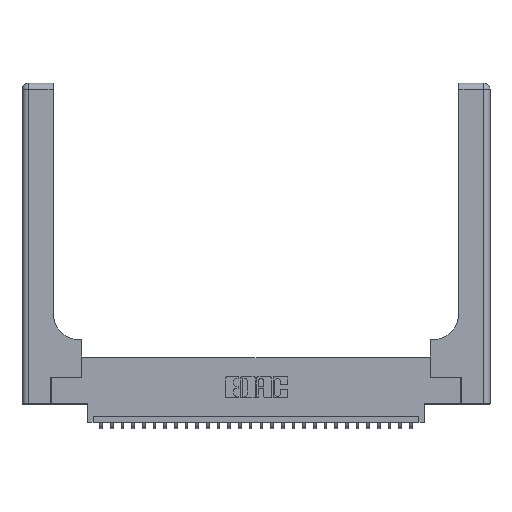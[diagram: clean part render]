
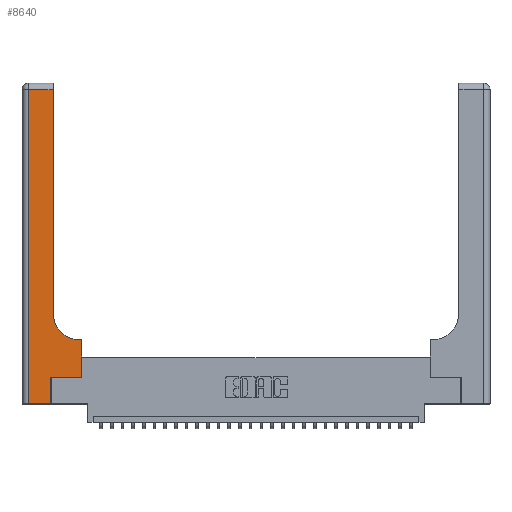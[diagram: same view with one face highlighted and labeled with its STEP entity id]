
A CAD part, top view. The second image highlights one B-rep face of the part: STEP entity #8640.
In plain terms, the highlighted planar face has unit normal (0, 0, 1).
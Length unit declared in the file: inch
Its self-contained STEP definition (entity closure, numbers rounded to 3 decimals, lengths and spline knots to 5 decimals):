
#797 = DIRECTION ( 'NONE',  ( -1., 0., 0. ) ) ;
#1576 = VECTOR ( 'NONE', #4849, 39.37008 ) ;
#1698 = CARTESIAN_POINT ( 'NONE',  ( 0.269, 0.25, 0.37 ) ) ;
#1705 = CARTESIAN_POINT ( 'NONE',  ( 0.2915, 0.6, 0.37 ) ) ;
#2119 = PLANE ( 'NONE',  #19414 ) ;
#3371 = DIRECTION ( 'NONE',  ( 0., -1., 0. ) ) ;
#3821 = VECTOR ( 'NONE', #23424, 39.37008 ) ;
#4060 = VERTEX_POINT ( 'NONE', #4975 ) ;
#4849 = DIRECTION ( 'NONE',  ( 0., 1., 0. ) ) ;
#4975 = CARTESIAN_POINT ( 'NONE',  ( 0.2915, 2.94, 0.37 ) ) ;
#5030 = ORIENTED_EDGE ( 'NONE', *, *, #24868, .T. ) ;
#5306 = ORIENTED_EDGE ( 'NONE', *, *, #22982, .T. ) ;
#6231 = ORIENTED_EDGE ( 'NONE', *, *, #9584, .T. ) ;
#6626 = VECTOR ( 'NONE', #13107, 39.37008 ) ;
#7729 = LINE ( 'NONE', #24536, #24907 ) ;
#7913 = VERTEX_POINT ( 'NONE', #21601 ) ;
#8312 = EDGE_CURVE ( 'NONE', #28226, #29474, #28031, .T. ) ;
#8640 = ADVANCED_FACE ( 'NONE', ( #19495 ), #2119, .F. ) ;
#9058 = EDGE_LOOP ( 'NONE', ( #24866, #21814, #5306, #15266, #19623, #5030, #28455, #6231, #17689 ) ) ;
#9160 = CARTESIAN_POINT ( 'NONE',  ( 0.5415, 0.6, 0.37 ) ) ;
#9175 = EDGE_CURVE ( 'NONE', #29474, #4060, #19845, .T. ) ;
#9495 = CARTESIAN_POINT ( 'NONE',  ( 0.5585, 0.25, 0.37 ) ) ;
#9584 = EDGE_CURVE ( 'NONE', #19709, #28226, #25459, .T. ) ;
#9601 = AXIS2_PLACEMENT_3D ( 'NONE', #26218, #12552, #24224 ) ;
#12552 = DIRECTION ( 'NONE',  ( 0., 0., -1. ) ) ;
#13107 = DIRECTION ( 'NONE',  ( 1., 0., 0. ) ) ;
#13155 = EDGE_CURVE ( 'NONE', #21594, #7913, #7729, .T. ) ;
#13264 = VECTOR ( 'NONE', #3371, 39.37008 ) ;
#13478 = CARTESIAN_POINT ( 'NONE',  ( 0.06, 2.94, 0.37 ) ) ;
#13998 = CARTESIAN_POINT ( 'NONE',  ( 0.2915, 3., 0.37 ) ) ;
#14051 = CARTESIAN_POINT ( 'NONE',  ( 0.06, 0., 0.37 ) ) ;
#14271 = VERTEX_POINT ( 'NONE', #14051 ) ;
#15137 = EDGE_CURVE ( 'NONE', #21159, #19709, #19958, .T. ) ;
#15266 = ORIENTED_EDGE ( 'NONE', *, *, #17179, .T. ) ;
#15467 = CARTESIAN_POINT ( 'NONE',  ( 0., 0., 0.37 ) ) ;
#16304 = VERTEX_POINT ( 'NONE', #13478 ) ;
#17179 = EDGE_CURVE ( 'NONE', #14271, #21594, #21254, .T. ) ;
#17689 = ORIENTED_EDGE ( 'NONE', *, *, #8312, .T. ) ;
#19188 = LINE ( 'NONE', #1698, #6626 ) ;
#19298 = CARTESIAN_POINT ( 'NONE',  ( 0.5585, 0.6, 0.37 ) ) ;
#19414 = AXIS2_PLACEMENT_3D ( 'NONE', #27758, #28999, #24329 ) ;
#19495 = FACE_OUTER_BOUND ( 'NONE', #9058, .T. ) ;
#19623 = ORIENTED_EDGE ( 'NONE', *, *, #13155, .T. ) ;
#19709 = VERTEX_POINT ( 'NONE', #19298 ) ;
#19838 = DIRECTION ( 'NONE',  ( 1., 0., 0. ) ) ;
#19845 = LINE ( 'NONE', #13998, #1576 ) ;
#19958 = LINE ( 'NONE', #23533, #3821 ) ;
#21159 = VERTEX_POINT ( 'NONE', #9495 ) ;
#21254 = LINE ( 'NONE', #15467, #21988 ) ;
#21594 = VERTEX_POINT ( 'NONE', #22546 ) ;
#21601 = CARTESIAN_POINT ( 'NONE',  ( 0.269, 0.25, 0.37 ) ) ;
#21814 = ORIENTED_EDGE ( 'NONE', *, *, #26434, .T. ) ;
#21921 = VECTOR ( 'NONE', #797, 39.37008 ) ;
#21988 = VECTOR ( 'NONE', #19838, 39.37008 ) ;
#22546 = CARTESIAN_POINT ( 'NONE',  ( 0.269, 0., 0.37 ) ) ;
#22982 = EDGE_CURVE ( 'NONE', #16304, #14271, #27502, .T. ) ;
#23424 = DIRECTION ( 'NONE',  ( 0., 1., 0. ) ) ;
#23533 = CARTESIAN_POINT ( 'NONE',  ( 0.5585, 0.25, 0.37 ) ) ;
#24224 = DIRECTION ( 'NONE',  ( 1., 0., 0. ) ) ;
#24329 = DIRECTION ( 'NONE',  ( -1., 0., 0. ) ) ;
#24402 = VECTOR ( 'NONE', #24500, 39.37008 ) ;
#24500 = DIRECTION ( 'NONE',  ( -1., 0., 0. ) ) ;
#24536 = CARTESIAN_POINT ( 'NONE',  ( 0.269, 0., 0.37 ) ) ;
#24866 = ORIENTED_EDGE ( 'NONE', *, *, #9175, .T. ) ;
#24868 = EDGE_CURVE ( 'NONE', #7913, #21159, #19188, .T. ) ;
#24907 = VECTOR ( 'NONE', #29192, 39.37008 ) ;
#25111 = LINE ( 'NONE', #28473, #21921 ) ;
#25459 = LINE ( 'NONE', #1705, #24402 ) ;
#26218 = CARTESIAN_POINT ( 'NONE',  ( 0.5415, 0.85, 0.37 ) ) ;
#26434 = EDGE_CURVE ( 'NONE', #4060, #16304, #25111, .T. ) ;
#27475 = CARTESIAN_POINT ( 'NONE',  ( 0.2915, 0.85, 0.37 ) ) ;
#27502 = LINE ( 'NONE', #28647, #13264 ) ;
#27758 = CARTESIAN_POINT ( 'NONE',  ( 0., 3., 0.37 ) ) ;
#28031 = CIRCLE ( 'NONE', #9601, 0.25 ) ;
#28226 = VERTEX_POINT ( 'NONE', #9160 ) ;
#28455 = ORIENTED_EDGE ( 'NONE', *, *, #15137, .T. ) ;
#28473 = CARTESIAN_POINT ( 'NONE',  ( 0., 2.94, 0.37 ) ) ;
#28647 = CARTESIAN_POINT ( 'NONE',  ( 0.06, 3., 0.37 ) ) ;
#28999 = DIRECTION ( 'NONE',  ( 0., 0., -1. ) ) ;
#29192 = DIRECTION ( 'NONE',  ( 0., 1., 0. ) ) ;
#29474 = VERTEX_POINT ( 'NONE', #27475 ) ;
